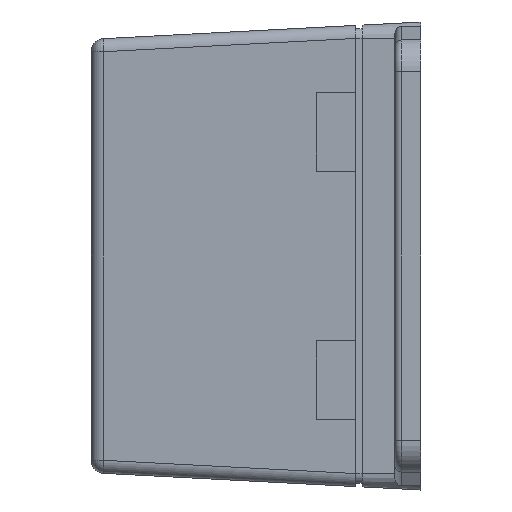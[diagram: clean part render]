
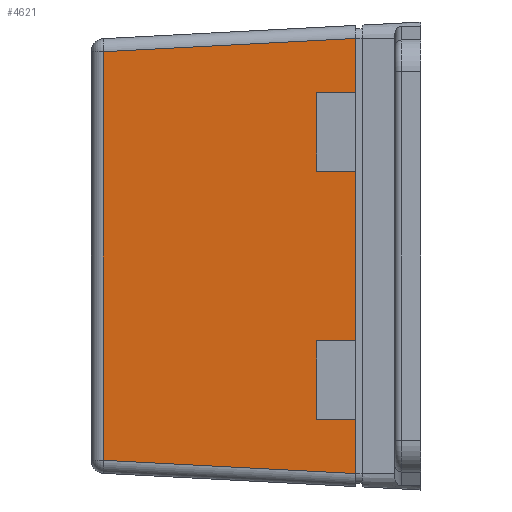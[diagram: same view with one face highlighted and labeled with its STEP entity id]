
A CAD part, left-side view. The second image highlights one B-rep face of the part: STEP entity #4621.
In plain terms, the highlighted planar face has unit normal (-0.999, 0.052, 0).
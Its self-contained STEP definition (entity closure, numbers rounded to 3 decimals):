
#463 = CARTESIAN_POINT ( 'NONE',  ( -52.5, 10., -13. ) ) ;
#760 = AXIS2_PLACEMENT_3D ( 'NONE', #825, #824, #823 ) ;
#803 = PLANE ( 'NONE',  #760 ) ;
#823 = DIRECTION ( 'NONE',  ( -0.052, -0.999, 0. ) ) ;
#824 = DIRECTION ( 'NONE',  ( -0.999, 0.052, 0. ) ) ;
#825 = CARTESIAN_POINT ( 'NONE',  ( -52.5, 10., -35.3 ) ) ;
#838 = FACE_OUTER_BOUND ( 'NONE', #4608, .T. ) ;
#894 = DIRECTION ( 'NONE',  ( 0., 0., 1. ) ) ;
#895 = VECTOR ( 'NONE', #894, 1000. ) ;
#896 = CARTESIAN_POINT ( 'NONE',  ( -52.5, 10., -35.3 ) ) ;
#897 = LINE ( 'NONE', #896, #895 ) ;
#916 = CARTESIAN_POINT ( 'NONE',  ( -52.5, 10., 13. ) ) ;
#938 = CARTESIAN_POINT ( 'NONE',  ( -52.5, 10., 33.303 ) ) ;
#949 = CARTESIAN_POINT ( 'NONE',  ( -52.5, 10., 25. ) ) ;
#960 = DIRECTION ( 'NONE',  ( 0., 0., 1. ) ) ;
#961 = VECTOR ( 'NONE', #960, 1000. ) ;
#962 = CARTESIAN_POINT ( 'NONE',  ( -52.5, 10., -35.3 ) ) ;
#963 = LINE ( 'NONE', #962, #961 ) ;
#3488 = EDGE_CURVE ( 'NONE', #3655, #4697, #6334, .T. ) ;
#3596 = VECTOR ( 'NONE', #5064, 1000. ) ;
#3634 = ORIENTED_EDGE ( 'NONE', *, *, #3660, .T. ) ;
#3647 = ORIENTED_EDGE ( 'NONE', *, *, #3677, .F. ) ;
#3648 = EDGE_CURVE ( 'NONE', #3672, #3676, #6602, .T. ) ;
#3650 = EDGE_CURVE ( 'NONE', #4680, #3672, #6557, .T. ) ;
#3651 = EDGE_CURVE ( 'NONE', #4675, #3659, #6651, .T. ) ;
#3653 = ORIENTED_EDGE ( 'NONE', *, *, #3656, .T. ) ;
#3654 = ORIENTED_EDGE ( 'NONE', *, *, #3651, .T. ) ;
#3655 = VERTEX_POINT ( 'NONE', #6652 ) ;
#3656 = EDGE_CURVE ( 'NONE', #3659, #3655, #6642, .T. ) ;
#3658 = ORIENTED_EDGE ( 'NONE', *, *, #3488, .T. ) ;
#3659 = VERTEX_POINT ( 'NONE', #6638 ) ;
#3660 = EDGE_CURVE ( 'NONE', #4693, #3665, #6643, .T. ) ;
#3661 = VERTEX_POINT ( 'NONE', #6637 ) ;
#3663 = VERTEX_POINT ( 'NONE', #6630 ) ;
#3665 = VERTEX_POINT ( 'NONE', #6635 ) ;
#3666 = ORIENTED_EDGE ( 'NONE', *, *, #3668, .T. ) ;
#3667 = ORIENTED_EDGE ( 'NONE', *, *, #3669, .T. ) ;
#3668 = EDGE_CURVE ( 'NONE', #3663, #3661, #6628, .T. ) ;
#3669 = EDGE_CURVE ( 'NONE', #3665, #3663, #6681, .T. ) ;
#3670 = ORIENTED_EDGE ( 'NONE', *, *, #3648, .F. ) ;
#3672 = VERTEX_POINT ( 'NONE', #6682 ) ;
#3673 = ORIENTED_EDGE ( 'NONE', *, *, #3674, .T. ) ;
#3674 = EDGE_CURVE ( 'NONE', #3661, #3679, #6673, .T. ) ;
#3675 = ORIENTED_EDGE ( 'NONE', *, *, #3650, .F. ) ;
#3676 = VERTEX_POINT ( 'NONE', #6677 ) ;
#3677 = EDGE_CURVE ( 'NONE', #3676, #3679, #6667, .T. ) ;
#3678 = ORIENTED_EDGE ( 'NONE', *, *, #4679, .T. ) ;
#3679 = VERTEX_POINT ( 'NONE', #6675 ) ;
#4608 = EDGE_LOOP ( 'NONE', ( #4669, #3634, #3667, #3666, #3673, #3647, #3670, #3675, #3678, #3654, #3653, #3658 ) ) ;
#4621 = ADVANCED_FACE ( 'NONE', ( #838 ), #803, .T. ) ;
#4669 = ORIENTED_EDGE ( 'NONE', *, *, #4702, .T. ) ;
#4675 = VERTEX_POINT ( 'NONE', #916 ) ;
#4679 = EDGE_CURVE ( 'NONE', #4680, #4675, #897, .T. ) ;
#4680 = VERTEX_POINT ( 'NONE', #463 ) ;
#4693 = VERTEX_POINT ( 'NONE', #938 ) ;
#4697 = VERTEX_POINT ( 'NONE', #949 ) ;
#4702 = EDGE_CURVE ( 'NONE', #4697, #4693, #963, .T. ) ;
#5064 = DIRECTION ( 'NONE',  ( -0.052, -0.997, -0.052 ) ) ;
#6331 = DIRECTION ( 'NONE',  ( -0.052, -0.999, 0. ) ) ;
#6332 = VECTOR ( 'NONE', #6331, 1000. ) ;
#6333 = CARTESIAN_POINT ( 'NONE',  ( -52.575, 8.567, 25. ) ) ;
#6334 = LINE ( 'NONE', #6333, #6332 ) ;
#6557 = LINE ( 'NONE', #6597, #6654 ) ;
#6597 = CARTESIAN_POINT ( 'NONE',  ( -52.575, 8.567, -13. ) ) ;
#6598 = DIRECTION ( 'NONE',  ( 0., 0., -1. ) ) ;
#6599 = VECTOR ( 'NONE', #6598, 1000. ) ;
#6600 = CARTESIAN_POINT ( 'NONE',  ( -52.183, 16.057, -25. ) ) ;
#6602 = LINE ( 'NONE', #6600, #6599 ) ;
#6627 = CARTESIAN_POINT ( 'NONE',  ( -52.505, 9.896, -33.308 ) ) ;
#6628 = LINE ( 'NONE', #6627, #3596 ) ;
#6630 = CARTESIAN_POINT ( 'NONE',  ( -50.477, 48.605, -31.28 ) ) ;
#6632 = DIRECTION ( 'NONE',  ( 0.052, 0.997, -0.052 ) ) ;
#6633 = VECTOR ( 'NONE', #6632, 1000. ) ;
#6634 = CARTESIAN_POINT ( 'NONE',  ( -52.313, 13.576, 33.115 ) ) ;
#6635 = CARTESIAN_POINT ( 'NONE',  ( -50.477, 48.605, 31.28 ) ) ;
#6637 = CARTESIAN_POINT ( 'NONE',  ( -52.5, 10., -33.303 ) ) ;
#6638 = CARTESIAN_POINT ( 'NONE',  ( -52.183, 16.057, 13. ) ) ;
#6639 = DIRECTION ( 'NONE',  ( 0., 0., 1. ) ) ;
#6640 = VECTOR ( 'NONE', #6639, 1000. ) ;
#6641 = CARTESIAN_POINT ( 'NONE',  ( -52.183, 16.057, 25. ) ) ;
#6642 = LINE ( 'NONE', #6641, #6640 ) ;
#6643 = LINE ( 'NONE', #6634, #6633 ) ;
#6648 = DIRECTION ( 'NONE',  ( 0.052, 0.999, 0. ) ) ;
#6649 = VECTOR ( 'NONE', #6648, 1000. ) ;
#6650 = CARTESIAN_POINT ( 'NONE',  ( -52.575, 8.567, 13. ) ) ;
#6651 = LINE ( 'NONE', #6650, #6649 ) ;
#6652 = CARTESIAN_POINT ( 'NONE',  ( -52.183, 16.057, 25. ) ) ;
#6653 = DIRECTION ( 'NONE',  ( 0.052, 0.999, 0. ) ) ;
#6654 = VECTOR ( 'NONE', #6653, 1000. ) ;
#6664 = DIRECTION ( 'NONE',  ( -0.052, -0.999, 0. ) ) ;
#6665 = VECTOR ( 'NONE', #6664, 1000. ) ;
#6666 = CARTESIAN_POINT ( 'NONE',  ( -52.575, 8.567, -25. ) ) ;
#6667 = LINE ( 'NONE', #6666, #6665 ) ;
#6670 = DIRECTION ( 'NONE',  ( 0., 0., 1. ) ) ;
#6671 = VECTOR ( 'NONE', #6670, 1000. ) ;
#6672 = CARTESIAN_POINT ( 'NONE',  ( -52.5, 10., -35.3 ) ) ;
#6673 = LINE ( 'NONE', #6672, #6671 ) ;
#6675 = CARTESIAN_POINT ( 'NONE',  ( -52.5, 10., -25. ) ) ;
#6677 = CARTESIAN_POINT ( 'NONE',  ( -52.183, 16.057, -25. ) ) ;
#6678 = DIRECTION ( 'NONE',  ( 0., 0., -1. ) ) ;
#6679 = VECTOR ( 'NONE', #6678, 1000. ) ;
#6680 = CARTESIAN_POINT ( 'NONE',  ( -50.477, 48.605, -35.3 ) ) ;
#6681 = LINE ( 'NONE', #6680, #6679 ) ;
#6682 = CARTESIAN_POINT ( 'NONE',  ( -52.183, 16.057, -13. ) ) ;
